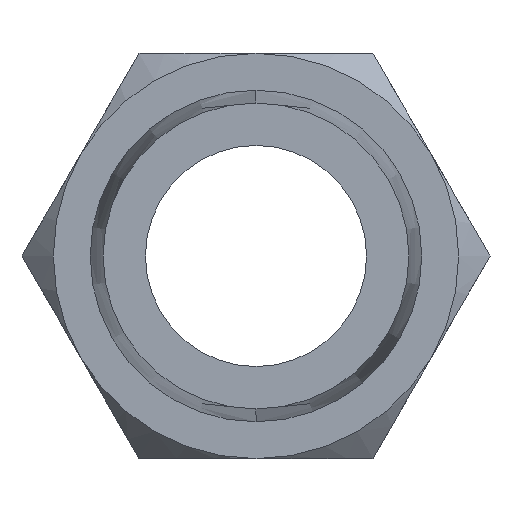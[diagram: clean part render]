
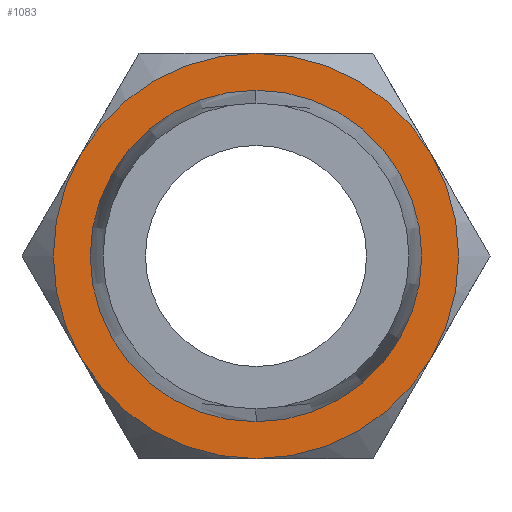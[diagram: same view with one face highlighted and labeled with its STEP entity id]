
A CAD part, left-side view. The second image highlights one B-rep face of the part: STEP entity #1083.
In plain terms, the highlighted planar face has unit normal (-1, 0, 0).
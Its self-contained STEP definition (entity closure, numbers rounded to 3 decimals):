
#10 = ORIENTED_EDGE ( 'NONE', *, *, #3995, .F. ) ;
#19 = CIRCLE ( 'NONE', #2179, 5.5 ) ;
#58 = DIRECTION ( 'NONE',  ( -1., 0., 0. ) ) ;
#103 = CARTESIAN_POINT ( 'NONE',  ( 10., -4.763, -2.75 ) ) ;
#121 = AXIS2_PLACEMENT_3D ( 'NONE', #5924, #3257, #5137 ) ;
#198 = DIRECTION ( 'NONE',  ( 0., 0., -1. ) ) ;
#236 = DIRECTION ( 'NONE',  ( -1., 0., 0. ) ) ;
#341 = AXIS2_PLACEMENT_3D ( 'NONE', #5929, #1677, #2135 ) ;
#403 = AXIS2_PLACEMENT_3D ( 'NONE', #3950, #5304, #5339 ) ;
#505 = EDGE_LOOP ( 'NONE', ( #10, #1094 ) ) ;
#525 = CARTESIAN_POINT ( 'NONE',  ( 10., 4.763, -2.75 ) ) ;
#549 = CARTESIAN_POINT ( 'NONE',  ( 10., 0., 0. ) ) ;
#610 = CARTESIAN_POINT ( 'NONE',  ( 10., 0., 0. ) ) ;
#642 = DIRECTION ( 'NONE',  ( 0., 0., 1. ) ) ;
#709 = CIRCLE ( 'NONE', #2964, 5.5 ) ;
#872 = ORIENTED_EDGE ( 'NONE', *, *, #2183, .F. ) ;
#1083 = ADVANCED_FACE ( 'NONE', ( #3720, #4705 ), #5597, .F. ) ;
#1094 = ORIENTED_EDGE ( 'NONE', *, *, #1166, .F. ) ;
#1166 = EDGE_CURVE ( 'NONE', #5445, #2100, #3661, .T. ) ;
#1261 = CARTESIAN_POINT ( 'NONE',  ( 10., 0., 0. ) ) ;
#1615 = DIRECTION ( 'NONE',  ( 0., 0., -1. ) ) ;
#1677 = DIRECTION ( 'NONE',  ( 1., 0., 0. ) ) ;
#1858 = EDGE_LOOP ( 'NONE', ( #2690, #872, #4761, #2167, #3716, #4357 ) ) ;
#1975 = VERTEX_POINT ( 'NONE', #4679 ) ;
#2100 = VERTEX_POINT ( 'NONE', #3980 ) ;
#2135 = DIRECTION ( 'NONE',  ( 0., 0., -1. ) ) ;
#2167 = ORIENTED_EDGE ( 'NONE', *, *, #3167, .F. ) ;
#2179 = AXIS2_PLACEMENT_3D ( 'NONE', #4416, #5896, #1615 ) ;
#2183 = EDGE_CURVE ( 'NONE', #5150, #5308, #3665, .T. ) ;
#2184 = AXIS2_PLACEMENT_3D ( 'NONE', #1261, #5547, #3090 ) ;
#2366 = DIRECTION ( 'NONE',  ( -1., 0., 0. ) ) ;
#2540 = CARTESIAN_POINT ( 'NONE',  ( 10., 4.763, 2.75 ) ) ;
#2690 = ORIENTED_EDGE ( 'NONE', *, *, #3868, .F. ) ;
#2964 = AXIS2_PLACEMENT_3D ( 'NONE', #3524, #5433, #198 ) ;
#2991 = CIRCLE ( 'NONE', #341, 5.5 ) ;
#3023 = CARTESIAN_POINT ( 'NONE',  ( 10., -4.763, 2.75 ) ) ;
#3072 = CIRCLE ( 'NONE', #403, 5.5 ) ;
#3090 = DIRECTION ( 'NONE',  ( 0., 0., -1. ) ) ;
#3167 = EDGE_CURVE ( 'NONE', #1975, #4362, #709, .T. ) ;
#3257 = DIRECTION ( 'NONE',  ( 1., 0., 0. ) ) ;
#3314 = EDGE_CURVE ( 'NONE', #1975, #5377, #3751, .T. ) ;
#3524 = CARTESIAN_POINT ( 'NONE',  ( 10., 0., 0. ) ) ;
#3661 = CIRCLE ( 'NONE', #5229, 4.5 ) ;
#3665 = CIRCLE ( 'NONE', #2184, 5.5 ) ;
#3716 = ORIENTED_EDGE ( 'NONE', *, *, #3314, .T. ) ;
#3720 = FACE_BOUND ( 'NONE', #505, .T. ) ;
#3751 = CIRCLE ( 'NONE', #5430, 5.5 ) ;
#3846 = DIRECTION ( 'NONE',  ( 0., 0., 1. ) ) ;
#3868 = EDGE_CURVE ( 'NONE', #5308, #4195, #3072, .T. ) ;
#3950 = CARTESIAN_POINT ( 'NONE',  ( 10., 0., 0. ) ) ;
#3980 = CARTESIAN_POINT ( 'NONE',  ( 10., 0., 4.5 ) ) ;
#3986 = EDGE_CURVE ( 'NONE', #4362, #5150, #19, .T. ) ;
#3995 = EDGE_CURVE ( 'NONE', #2100, #5445, #5037, .T. ) ;
#4105 = CARTESIAN_POINT ( 'NONE',  ( 10., 0., -4.5 ) ) ;
#4195 = VERTEX_POINT ( 'NONE', #525 ) ;
#4357 = ORIENTED_EDGE ( 'NONE', *, *, #5263, .F. ) ;
#4362 = VERTEX_POINT ( 'NONE', #3023 ) ;
#4416 = CARTESIAN_POINT ( 'NONE',  ( 10., 0., 0. ) ) ;
#4448 = CARTESIAN_POINT ( 'NONE',  ( 10., 0., 0. ) ) ;
#4679 = CARTESIAN_POINT ( 'NONE',  ( 10., 0., 5.5 ) ) ;
#4705 = FACE_OUTER_BOUND ( 'NONE', #1858, .T. ) ;
#4761 = ORIENTED_EDGE ( 'NONE', *, *, #3986, .F. ) ;
#4944 = DIRECTION ( 'NONE',  ( 0., 0., 1. ) ) ;
#5037 = CIRCLE ( 'NONE', #5922, 4.5 ) ;
#5137 = DIRECTION ( 'NONE',  ( 0., 0., -1. ) ) ;
#5150 = VERTEX_POINT ( 'NONE', #103 ) ;
#5229 = AXIS2_PLACEMENT_3D ( 'NONE', #610, #58, #642 ) ;
#5263 = EDGE_CURVE ( 'NONE', #4195, #5377, #2991, .T. ) ;
#5304 = DIRECTION ( 'NONE',  ( 1., 0., 0. ) ) ;
#5308 = VERTEX_POINT ( 'NONE', #5955 ) ;
#5339 = DIRECTION ( 'NONE',  ( 0., 0., -1. ) ) ;
#5377 = VERTEX_POINT ( 'NONE', #2540 ) ;
#5430 = AXIS2_PLACEMENT_3D ( 'NONE', #549, #2366, #3846 ) ;
#5433 = DIRECTION ( 'NONE',  ( 1., 0., 0. ) ) ;
#5445 = VERTEX_POINT ( 'NONE', #4105 ) ;
#5547 = DIRECTION ( 'NONE',  ( 1., 0., 0. ) ) ;
#5597 = PLANE ( 'NONE',  #121 ) ;
#5896 = DIRECTION ( 'NONE',  ( 1., 0., 0. ) ) ;
#5922 = AXIS2_PLACEMENT_3D ( 'NONE', #4448, #236, #4944 ) ;
#5924 = CARTESIAN_POINT ( 'NONE',  ( 10., 0., 0. ) ) ;
#5929 = CARTESIAN_POINT ( 'NONE',  ( 10., 0., 0. ) ) ;
#5955 = CARTESIAN_POINT ( 'NONE',  ( 10., 0., -5.5 ) ) ;
